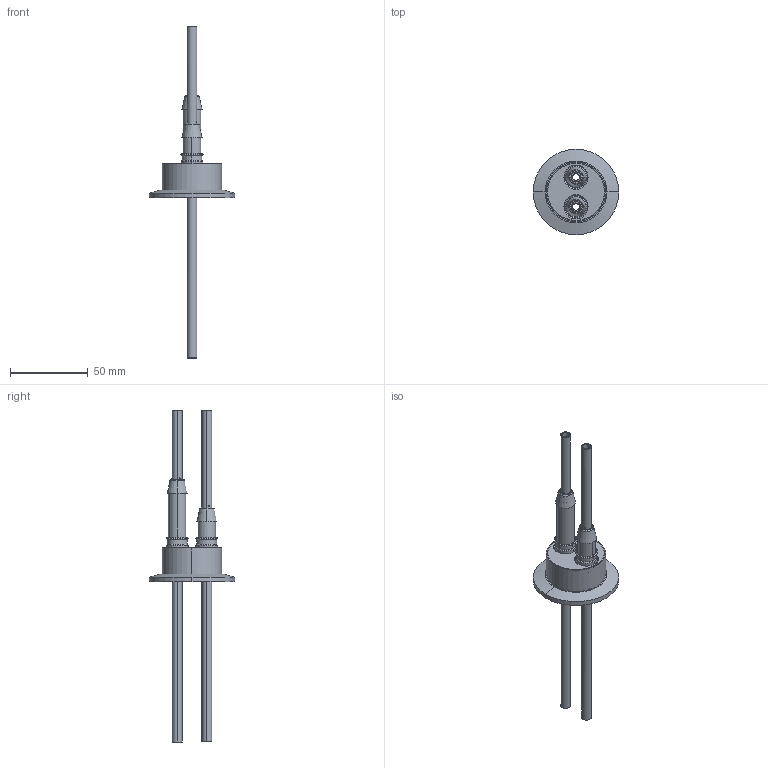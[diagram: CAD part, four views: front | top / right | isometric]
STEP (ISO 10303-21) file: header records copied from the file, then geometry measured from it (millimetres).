
FILE_DESCRIPTION (( 'STEP AP203' ), '1' );
FILE_NAME ('9513001.STEP', '2012-03-29T17:22:01', ( 'MIS' ), ( 'ISI INSULATORSEAL' ), 'SwSTEP 2.0', 'SolidWorks 2008', '' );
FILE_SCHEMA (( 'CONFIG_CONTROL_DESIGN' ));
Length unit declared in the file: inch
Products named in the file (12): 0267401E; 0267501A; 0016083A; 0016027A; 0192334C; 9513001; 0267301A; 0700001B; 0267601A; 0061806B; 0061805B; 0062101B
Assembly tree (13 placements, depth 4):
  9513001
    0192334C
    0267301A
      0061805B
      0061806B
      0267601A  x2
      0062101B  x2
      0016027A
      0700001B
        0267401E
        0267501A
      0016083A
Bounding box: 54.86 x 54.86 x 213.36 mm (x, y, z)
Volume: 22207.5 mm3; surface area: 33226.5 mm2
Topology: 11 solids, 11 shells, 177 faces, 362 edges, 218 vertices
Faces by surface type: cylinder 60, plane 51, cone 38, torus 28
Entity records: 5010 total; most frequent: DIRECTION 734, CARTESIAN_POINT 621, ORIENTED_EDGE 556, AXIS2_PLACEMENT_3D 309, EDGE_CURVE 278, VERTEX_POINT 172, EDGE_LOOP 166, CIRCLE 156
